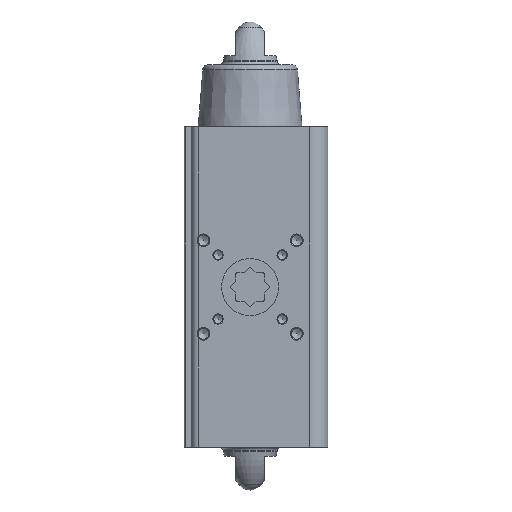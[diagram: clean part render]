
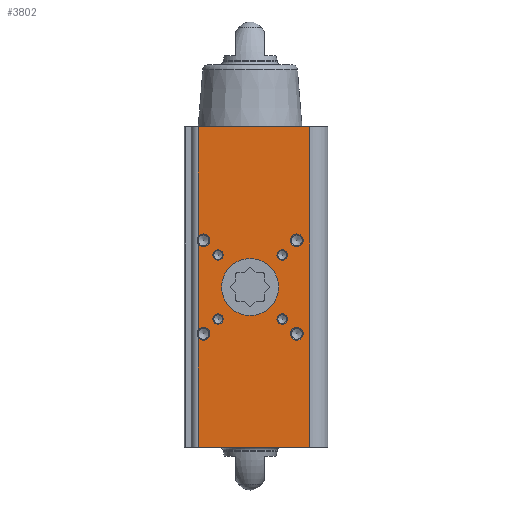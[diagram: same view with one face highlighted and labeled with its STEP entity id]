
A CAD part, front view. The second image highlights one B-rep face of the part: STEP entity #3802.
In plain terms, the highlighted planar face has unit normal (0, -1, 0).
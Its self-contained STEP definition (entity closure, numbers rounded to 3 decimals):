
#132=PLANE('',#4116);
#301=LINE('',#5793,#621);
#306=LINE('',#5825,#626);
#308=LINE('',#5844,#628);
#309=LINE('',#5845,#629);
#310=LINE('',#5855,#630);
#320=LINE('',#5964,#640);
#621=VECTOR('',#4584,1000.);
#626=VECTOR('',#4615,1000.);
#628=VECTOR('',#4627,1000.);
#629=VECTOR('',#4628,1000.);
#630=VECTOR('',#4629,1000.);
#640=VECTOR('',#4673,1000.);
#1024=ORIENTED_EDGE('',*,*,#1981,.T.);
#1025=ORIENTED_EDGE('',*,*,#2007,.F.);
#1026=ORIENTED_EDGE('',*,*,#1984,.T.);
#1027=ORIENTED_EDGE('',*,*,#2008,.F.);
#1028=ORIENTED_EDGE('',*,*,#1982,.T.);
#1029=ORIENTED_EDGE('',*,*,#1958,.T.);
#1030=ORIENTED_EDGE('',*,*,#2009,.F.);
#1031=ORIENTED_EDGE('',*,*,#1974,.F.);
#1032=ORIENTED_EDGE('',*,*,#2010,.F.);
#1033=ORIENTED_EDGE('',*,*,#2011,.F.);
#1034=ORIENTED_EDGE('',*,*,#2012,.F.);
#1035=ORIENTED_EDGE('',*,*,#2013,.F.);
#1036=ORIENTED_EDGE('',*,*,#2014,.F.);
#1037=ORIENTED_EDGE('',*,*,#2015,.F.);
#1038=ORIENTED_EDGE('',*,*,#2016,.F.);
#1958=EDGE_CURVE('',#2455,#2454,#301,.T.);
#1974=EDGE_CURVE('',#2468,#2469,#306,.T.);
#1981=EDGE_CURVE('',#2468,#2472,#308,.T.);
#1982=EDGE_CURVE('',#2474,#2455,#309,.T.);
#1984=EDGE_CURVE('',#2473,#2475,#310,.T.);
#2007=EDGE_CURVE('',#2473,#2472,#2825,.F.);
#2008=EDGE_CURVE('',#2474,#2475,#2826,.F.);
#2009=EDGE_CURVE('',#2469,#2454,#320,.T.);
#2010=EDGE_CURVE('',#2494,#2494,#2827,.T.);
#2011=EDGE_CURVE('',#2495,#2495,#2828,.T.);
#2012=EDGE_CURVE('',#2496,#2496,#2829,.T.);
#2013=EDGE_CURVE('',#2497,#2497,#2830,.T.);
#2014=EDGE_CURVE('',#2498,#2498,#2831,.T.);
#2015=EDGE_CURVE('',#2499,#2499,#2832,.T.);
#2016=EDGE_CURVE('',#2500,#2500,#2833,.T.);
#2454=VERTEX_POINT('',#5792);
#2455=VERTEX_POINT('',#5794);
#2468=VERTEX_POINT('',#5824);
#2469=VERTEX_POINT('',#5826);
#2472=VERTEX_POINT('',#5842);
#2473=VERTEX_POINT('',#5843);
#2474=VERTEX_POINT('',#5846);
#2475=VERTEX_POINT('',#5854);
#2494=VERTEX_POINT('',#5966);
#2495=VERTEX_POINT('',#5968);
#2496=VERTEX_POINT('',#5970);
#2497=VERTEX_POINT('',#5972);
#2498=VERTEX_POINT('',#5974);
#2499=VERTEX_POINT('',#5976);
#2500=VERTEX_POINT('',#5978);
#2825=CIRCLE('',#4117,5.);
#2826=CIRCLE('',#4118,5.);
#2827=CIRCLE('',#4119,5.);
#2828=CIRCLE('',#4120,5.);
#2829=CIRCLE('',#4121,4.);
#2830=CIRCLE('',#4122,4.);
#2831=CIRCLE('',#4123,4.);
#2832=CIRCLE('',#4124,4.);
#2833=CIRCLE('',#4125,22.);
#2998=EDGE_LOOP('',(#1024,#1025,#1026,#1027,#1028,#1029,#1030,#1031));
#2999=EDGE_LOOP('',(#1032));
#3000=EDGE_LOOP('',(#1033));
#3001=EDGE_LOOP('',(#1034));
#3002=EDGE_LOOP('',(#1035));
#3003=EDGE_LOOP('',(#1036));
#3004=EDGE_LOOP('',(#1037));
#3005=EDGE_LOOP('',(#1038));
#3367=FACE_BOUND('',#2998,.T.);
#3368=FACE_BOUND('',#2999,.T.);
#3369=FACE_BOUND('',#3000,.T.);
#3370=FACE_BOUND('',#3001,.T.);
#3371=FACE_BOUND('',#3002,.T.);
#3372=FACE_BOUND('',#3003,.T.);
#3373=FACE_BOUND('',#3004,.T.);
#3374=FACE_BOUND('',#3005,.T.);
#3802=ADVANCED_FACE('',(#3367,#3368,#3369,#3370,#3371,#3372,#3373,#3374),
#132,.F.);
#4116=AXIS2_PLACEMENT_3D('',#5961,#4667,#4668);
#4117=AXIS2_PLACEMENT_3D('',#5962,#4669,#4670);
#4118=AXIS2_PLACEMENT_3D('',#5963,#4671,#4672);
#4119=AXIS2_PLACEMENT_3D('',#5965,#4674,#4675);
#4120=AXIS2_PLACEMENT_3D('',#5967,#4676,#4677);
#4121=AXIS2_PLACEMENT_3D('',#5969,#4678,#4679);
#4122=AXIS2_PLACEMENT_3D('',#5971,#4680,#4681);
#4123=AXIS2_PLACEMENT_3D('',#5973,#4682,#4683);
#4124=AXIS2_PLACEMENT_3D('',#5975,#4684,#4685);
#4125=AXIS2_PLACEMENT_3D('',#5977,#4686,#4687);
#4584=DIRECTION('',(1.,0.,0.));
#4615=DIRECTION('',(1.,0.,0.));
#4627=DIRECTION('',(0.,0.,-1.));
#4628=DIRECTION('',(0.,0.,-1.));
#4629=DIRECTION('',(0.,0.,-1.));
#4667=DIRECTION('',(0.,1.,0.));
#4668=DIRECTION('',(0.,0.,1.));
#4669=DIRECTION('',(0.,1.,0.));
#4670=DIRECTION('',(0.,0.,1.));
#4671=DIRECTION('',(0.,1.,0.));
#4672=DIRECTION('',(0.,0.,1.));
#4673=DIRECTION('',(0.,0.,-1.));
#4674=DIRECTION('',(0.,-1.,0.));
#4675=DIRECTION('',(0.,0.,-1.));
#4676=DIRECTION('',(0.,-1.,0.));
#4677=DIRECTION('',(0.,0.,-1.));
#4678=DIRECTION('',(0.,-1.,0.));
#4679=DIRECTION('',(0.,0.,-1.));
#4680=DIRECTION('',(0.,-1.,0.));
#4681=DIRECTION('',(0.,0.,-1.));
#4682=DIRECTION('',(0.,-1.,0.));
#4683=DIRECTION('',(0.,0.,-1.));
#4684=DIRECTION('',(0.,-1.,0.));
#4685=DIRECTION('',(0.,0.,-1.));
#4686=DIRECTION('',(0.,-1.,0.));
#4687=DIRECTION('',(0.,0.,-1.));
#5792=CARTESIAN_POINT('',(46.22,-60.1,-123.8));
#5793=CARTESIAN_POINT('',(-39.895,-60.1,-123.8));
#5794=CARTESIAN_POINT('',(-39.895,-60.1,-123.8));
#5824=CARTESIAN_POINT('',(-39.895,-60.1,123.8));
#5825=CARTESIAN_POINT('',(-39.895,-60.1,123.8));
#5826=CARTESIAN_POINT('',(46.22,-60.1,123.8));
#5842=CARTESIAN_POINT('',(-39.895,-60.1,39.274));
#5843=CARTESIAN_POINT('',(-39.895,-60.1,32.851));
#5844=CARTESIAN_POINT('',(-39.895,-60.1,123.8));
#5845=CARTESIAN_POINT('',(-39.895,-60.1,123.8));
#5846=CARTESIAN_POINT('',(-39.895,-60.1,-39.274));
#5854=CARTESIAN_POINT('',(-39.895,-60.1,-32.851));
#5855=CARTESIAN_POINT('',(-39.895,-60.1,123.8));
#5961=CARTESIAN_POINT('',(-39.895,-60.1,123.8));
#5962=CARTESIAN_POINT('',(-36.062,-60.1,36.062));
#5963=CARTESIAN_POINT('',(-36.062,-60.1,-36.062));
#5964=CARTESIAN_POINT('',(46.22,-60.1,123.8));
#5965=CARTESIAN_POINT('',(36.062,-60.1,36.062));
#5966=CARTESIAN_POINT('',(36.062,-60.1,31.062));
#5967=CARTESIAN_POINT('',(36.062,-60.1,-36.062));
#5968=CARTESIAN_POINT('',(36.062,-60.1,-41.062));
#5969=CARTESIAN_POINT('',(-24.749,-60.1,24.749));
#5970=CARTESIAN_POINT('',(-24.749,-60.1,20.749));
#5971=CARTESIAN_POINT('',(24.749,-60.1,24.749));
#5972=CARTESIAN_POINT('',(24.749,-60.1,20.749));
#5973=CARTESIAN_POINT('',(24.749,-60.1,-24.749));
#5974=CARTESIAN_POINT('',(24.749,-60.1,-28.749));
#5975=CARTESIAN_POINT('',(-24.749,-60.1,-24.749));
#5976=CARTESIAN_POINT('',(-24.749,-60.1,-28.749));
#5977=CARTESIAN_POINT('',(0.,-60.1,0.));
#5978=CARTESIAN_POINT('',(0.,-60.1,-22.));
